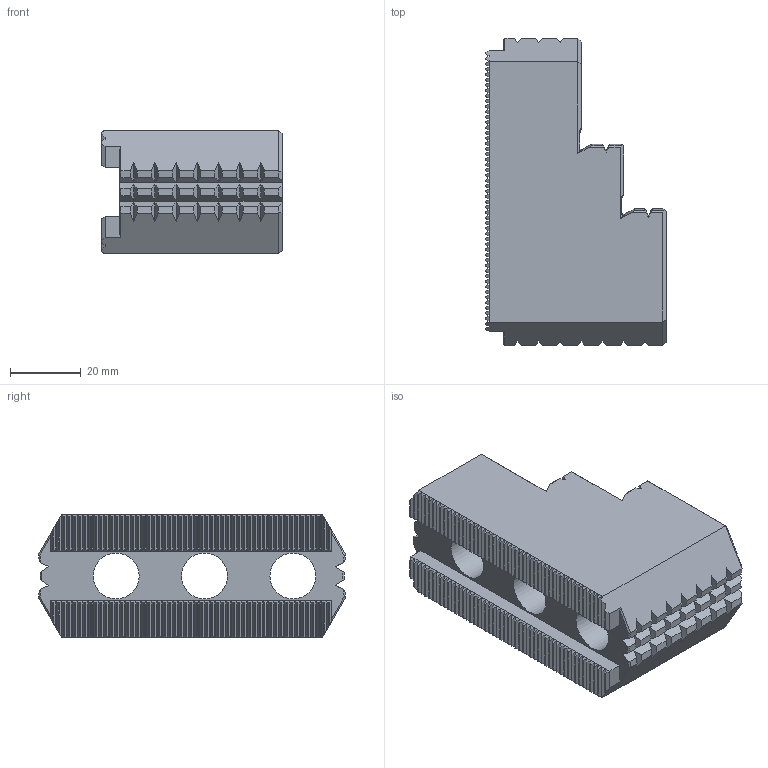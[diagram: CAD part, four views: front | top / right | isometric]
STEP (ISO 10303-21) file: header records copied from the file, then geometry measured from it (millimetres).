
FILE_DESCRIPTION (( 'STEP AP214' ), '1' );
FILE_NAME ('HB08A1-61P301287-4.STEP', '2025-09-03T09:59:43', ( '' ), ( '' ), 'SwSTEP 2.0', 'SolidWorks 2022', '' );
FILE_SCHEMA (( 'AUTOMOTIVE_DESIGN' ));
Length unit declared in the file: millimetre
Products named in the file (1): HB08A1-61P301287-4
Bounding box: 51 x 86.92 x 35 mm (x, y, z)
Volume: 81070.9 mm3; surface area: 22356 mm2
Topology: 1 solids, 1 shells, 669 faces, 1961 edges, 1295 vertices
Faces by surface type: plane 380, cylinder 168, cone 113, torus 8
Full cylindrical faces by diameter (mm): 13 x3, 19 x3
Entity records: 22138 total; most frequent: CARTESIAN_POINT 5349, ORIENTED_EDGE 3888, DIRECTION 3040, EDGE_CURVE 1944, VERTEX_POINT 1289, LINE 1276, VECTOR 1276, AXIS2_PLACEMENT_3D 882
